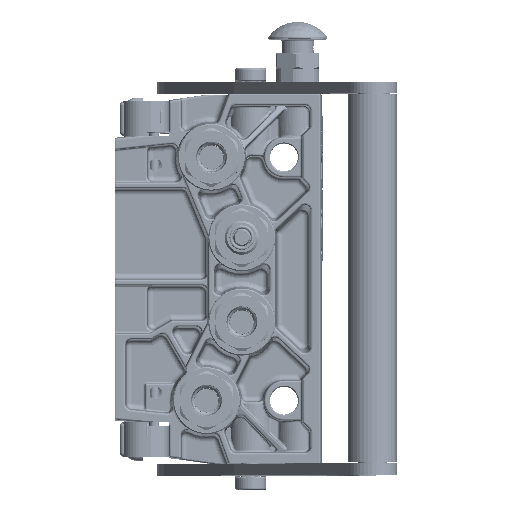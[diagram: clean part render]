
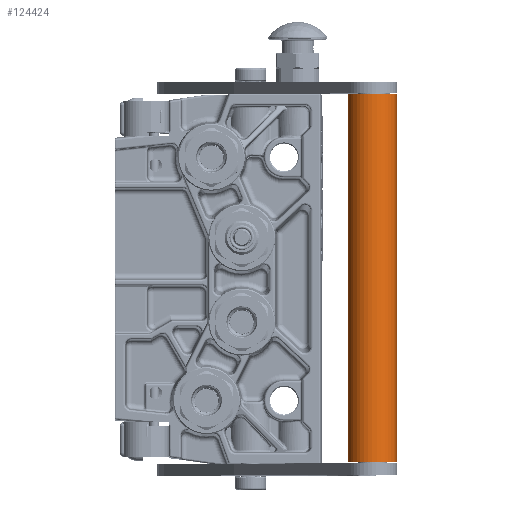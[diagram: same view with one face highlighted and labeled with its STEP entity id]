
A CAD part, top view. The second image highlights one B-rep face of the part: STEP entity #124424.
In plain terms, the highlighted cylindrical face has radius 12.5 mm (diameter 25 mm), a partial arc.
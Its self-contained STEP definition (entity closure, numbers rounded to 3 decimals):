
#5127 = CYLINDRICAL_SURFACE ( 'NONE', #127164, 12.5 ) ;
#13154 = EDGE_CURVE ( 'NONE', #20634, #97901, #142618, .T. ) ;
#15469 = ORIENTED_EDGE ( 'NONE', *, *, #113966, .F. ) ;
#20634 = VERTEX_POINT ( 'NONE', #82047 ) ;
#36615 = AXIS2_PLACEMENT_3D ( 'NONE', #58221, #92684, #91184 ) ;
#44418 = EDGE_CURVE ( 'NONE', #113903, #94537, #52569, .T. ) ;
#52068 = ORIENTED_EDGE ( 'NONE', *, *, #13154, .F. ) ;
#52569 = LINE ( 'NONE', #97921, #186479 ) ;
#58221 = CARTESIAN_POINT ( 'NONE',  ( 192., 0., 0. ) ) ;
#62466 = FACE_OUTER_BOUND ( 'NONE', #149743, .T. ) ;
#80171 = CIRCLE ( 'NONE', #114137, 12.5 ) ;
#82047 = CARTESIAN_POINT ( 'NONE',  ( 192., 0., 12.5 ) ) ;
#83197 = CARTESIAN_POINT ( 'NONE',  ( 192., 0., 12.5 ) ) ;
#85146 = CIRCLE ( 'NONE', #36615, 12.5 ) ;
#91184 = DIRECTION ( 'NONE',  ( 0., 0., -1. ) ) ;
#92684 = DIRECTION ( 'NONE',  ( 1., 0., 0. ) ) ;
#94537 = VERTEX_POINT ( 'NONE', #137837 ) ;
#97901 = VERTEX_POINT ( 'NONE', #205332 ) ;
#97921 = CARTESIAN_POINT ( 'NONE',  ( 192., 0., -12.5 ) ) ;
#110845 = ORIENTED_EDGE ( 'NONE', *, *, #44418, .T. ) ;
#113903 = VERTEX_POINT ( 'NONE', #139973 ) ;
#113966 = EDGE_CURVE ( 'NONE', #113903, #20634, #85146, .T. ) ;
#114137 = AXIS2_PLACEMENT_3D ( 'NONE', #170358, #206824, #222860 ) ;
#123650 = CARTESIAN_POINT ( 'NONE',  ( -9.825, 0., 0. ) ) ;
#124424 = ADVANCED_FACE ( 'NONE', ( #62466 ), #5127, .T. ) ;
#125096 = ORIENTED_EDGE ( 'NONE', *, *, #186191, .T. ) ;
#127164 = AXIS2_PLACEMENT_3D ( 'NONE', #123650, #209703, #159493 ) ;
#137837 = CARTESIAN_POINT ( 'NONE',  ( 4.5, 0., -12.5 ) ) ;
#139973 = CARTESIAN_POINT ( 'NONE',  ( 192., 0., -12.5 ) ) ;
#142618 = LINE ( 'NONE', #83197, #213346 ) ;
#149743 = EDGE_LOOP ( 'NONE', ( #125096, #52068, #15469, #110845 ) ) ;
#151220 = DIRECTION ( 'NONE',  ( -1., 0., 0. ) ) ;
#159493 = DIRECTION ( 'NONE',  ( 0., 0., 1. ) ) ;
#170358 = CARTESIAN_POINT ( 'NONE',  ( 4.5, 0., 0. ) ) ;
#186191 = EDGE_CURVE ( 'NONE', #94537, #97901, #80171, .T. ) ;
#186479 = VECTOR ( 'NONE', #151220, 1000. ) ;
#205332 = CARTESIAN_POINT ( 'NONE',  ( 4.5, 0., 12.5 ) ) ;
#206824 = DIRECTION ( 'NONE',  ( 1., 0., 0. ) ) ;
#209703 = DIRECTION ( 'NONE',  ( -1., 0., 0. ) ) ;
#213346 = VECTOR ( 'NONE', #222580, 1000. ) ;
#222580 = DIRECTION ( 'NONE',  ( -1., 0., 0. ) ) ;
#222860 = DIRECTION ( 'NONE',  ( 0., 0., -1. ) ) ;
